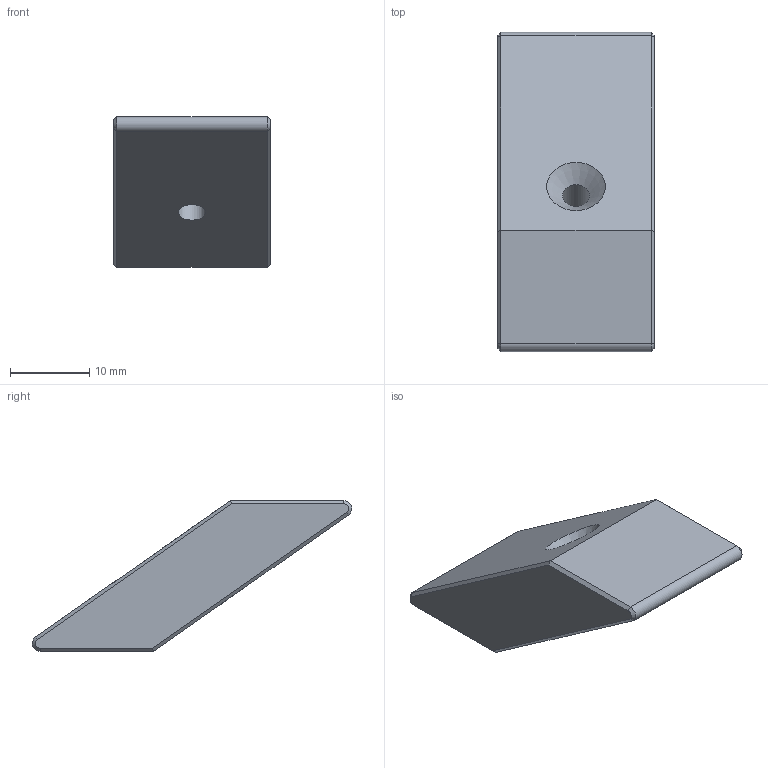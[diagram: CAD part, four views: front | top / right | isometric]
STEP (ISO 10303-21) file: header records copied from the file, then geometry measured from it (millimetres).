
FILE_DESCRIPTION(('FreeCAD Model'),'2;1');
FILE_NAME('Open CASCADE Shape Model','2024-09-13T21:42:00',(''),(''), 'Open CASCADE STEP processor 7.7','Ondsel','Unknown');
FILE_SCHEMA(('AUTOMOTIVE_DESIGN { 1 0 10303 214 1 1 1 1 }'));
Length unit declared in the file: millimetre
Products named in the file (2): Claw_Stopper; Stopper-Body
Assembly tree (1 placements, depth 2):
  Claw_Stopper
    Stopper-Body
Bounding box: 19.7 x 40.22 x 19 mm (x, y, z)
Volume: 6315.3 mm3; surface area: 2533.9 mm2
Topology: 1 solids, 1 shells, 22 faces, 47 edges, 27 vertices
Faces by surface type: plane 14, cone 5, cylinder 3
Full cylindrical faces by diameter (mm): 3.4 x1
Entity records: 622 total; most frequent: DIRECTION 106, CARTESIAN_POINT 98, ORIENTED_EDGE 94, EDGE_CURVE 47, LINE 36, VECTOR 36, AXIS2_PLACEMENT_3D 35, VERTEX_POINT 27
